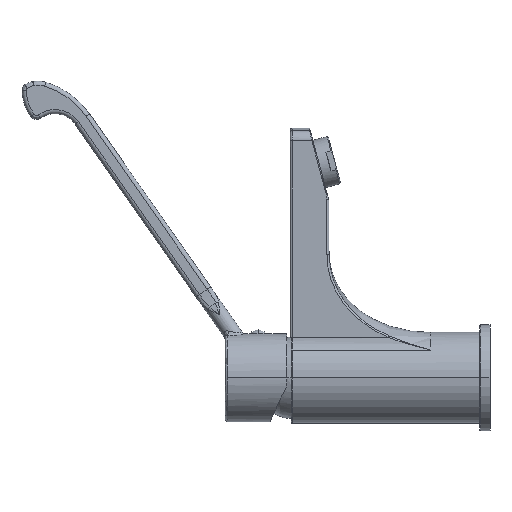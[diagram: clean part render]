
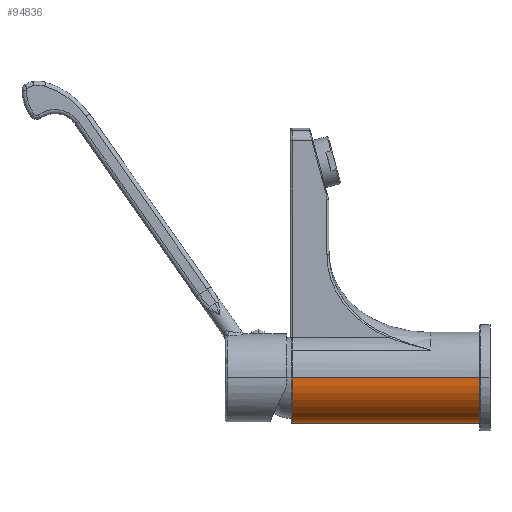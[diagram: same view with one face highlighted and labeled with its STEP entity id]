
A CAD part, left-side view. The second image highlights one B-rep face of the part: STEP entity #94836.
In plain terms, the highlighted cylindrical face has radius 22.25 mm (diameter 44.5 mm), a partial arc.
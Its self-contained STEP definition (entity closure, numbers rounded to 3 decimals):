
#9451=DIRECTION('',(0.,1.,0.));
#9452=VECTOR('',#9451,92.);
#9453=CARTESIAN_POINT('',(-22.25,1.5,0.));
#9454=LINE('',#9453,#9452);
#36142=CARTESIAN_POINT('',(0.,1.5,0.));
#36143=DIRECTION('',(0.,1.,0.));
#36144=DIRECTION('',(1.,0.,0.));
#36145=AXIS2_PLACEMENT_3D('',#36142,#36143,#36144);
#36147=DIRECTION('',(0.,1.,0.));
#36148=VECTOR('',#36147,92.);
#36149=CARTESIAN_POINT('',(22.25,1.5,0.));
#36150=LINE('',#36149,#36148);
#36151=CARTESIAN_POINT('',(0.,93.5,0.));
#36152=DIRECTION('',(0.,1.,0.));
#36153=DIRECTION('',(1.,0.,0.));
#36154=AXIS2_PLACEMENT_3D('',#36151,#36152,#36153);
#39745=CARTESIAN_POINT('',(22.25,93.5,0.));
#39746=VERTEX_POINT('',#39745);
#39747=CARTESIAN_POINT('',(-22.25,93.5,0.));
#39748=VERTEX_POINT('',#39747);
#47716=CARTESIAN_POINT('',(22.25,1.5,0.));
#47717=CARTESIAN_POINT('',(-22.25,1.5,0.));
#47718=VERTEX_POINT('',#47716);
#47719=VERTEX_POINT('',#47717);
#94825=CARTESIAN_POINT('',(0.,0.,0.));
#94826=DIRECTION('',(0.,1.,0.));
#94827=DIRECTION('',(1.,0.,0.));
#94828=AXIS2_PLACEMENT_3D('',#94825,#94826,#94827);
#94829=CYLINDRICAL_SURFACE('',#94828,22.25);
#94830=ORIENTED_EDGE('',*,*,#55010,.F.);
#94831=ORIENTED_EDGE('',*,*,#54987,.T.);
#94832=ORIENTED_EDGE('',*,*,#54955,.T.);
#94833=ORIENTED_EDGE('',*,*,#54978,.F.);
#94834=EDGE_LOOP('',(#94830,#94831,#94832,#94833));
#94835=FACE_OUTER_BOUND('',#94834,.F.);
#94836=ADVANCED_FACE('',(#94835),#94829,.T.);
#36146=CIRCLE('',#36145,22.25);
#36155=CIRCLE('',#36154,22.25);
#54955=EDGE_CURVE('',#39746,#39748,#36155,.T.);
#54978=EDGE_CURVE('',#47719,#39748,#9454,.T.);
#54987=EDGE_CURVE('',#47718,#39746,#36150,.T.);
#55010=EDGE_CURVE('',#47718,#47719,#36146,.T.);
